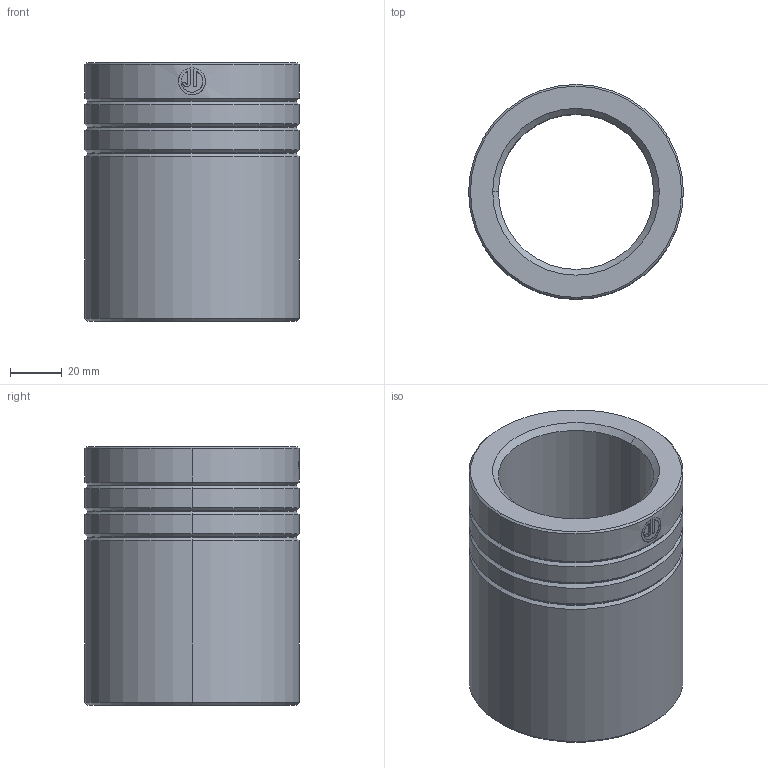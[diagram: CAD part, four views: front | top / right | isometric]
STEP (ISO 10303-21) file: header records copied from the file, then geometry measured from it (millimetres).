
FILE_DESCRIPTION (( 'STEP AP214' ), '1' );
FILE_NAME ('TBB-D83-d60-L100.STEP', '2025-02-18T06:09:08', ( '111' ), ( '21222' ), 'SwSTEP 2.0', 'SolidWorks 2020', '' );
FILE_SCHEMA (( 'AUTOMOTIVE_DESIGN' ));
Length unit declared in the file: millimetre
Products named in the file (1): TBB-D83-d60-L100
Bounding box: 83 x 83 x 100 mm (x, y, z)
Volume: 255820.8 mm3; surface area: 50015.1 mm2
Topology: 1 solids, 1 shells, 60 faces, 130 edges, 74 vertices
Faces by surface type: cone 18, torus 14, cylinder 12, plane 8, bspline 8
Entity records: 2665 total; most frequent: CARTESIAN_POINT 1358, DIRECTION 272, ORIENTED_EDGE 260, EDGE_CURVE 130, AXIS2_PLACEMENT_3D 117, VERTEX_POINT 74, CIRCLE 64, EDGE_LOOP 64
